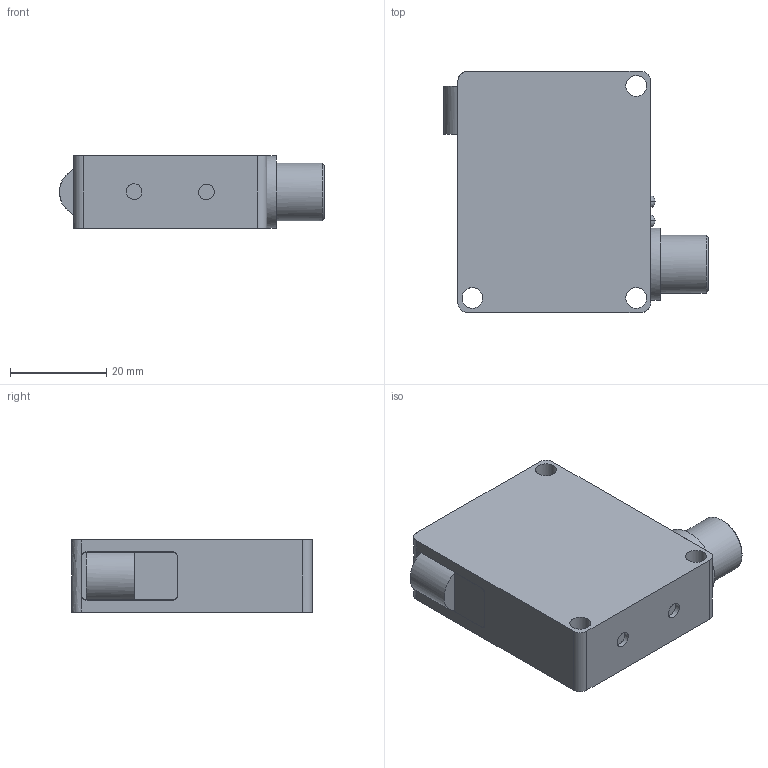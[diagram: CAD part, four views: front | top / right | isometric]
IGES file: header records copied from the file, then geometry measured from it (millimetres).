
Global section: file name: No Iges File Name specified; native system: Autodesk Inventor 2013; preprocessor: AutoDesk Inventor Iges Exporter R2013; author: lck; date: 20130327.135433; units: millimetre
Bounding box: 54.99 x 50 x 15 mm (x, y, z)
Volume: 30056.5 mm3; surface area: 8492.7 mm2
Topology: 1 solids, 4 shells, 96 faces, 226 edges, 144 vertices
Faces by surface type: bspline 96
